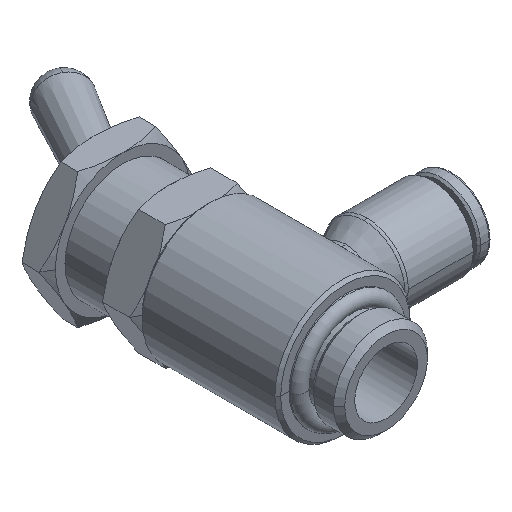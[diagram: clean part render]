
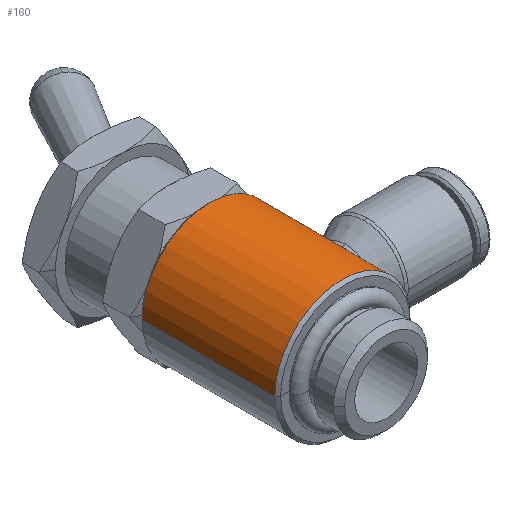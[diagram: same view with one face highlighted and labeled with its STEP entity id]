
A CAD part, isometric view. The second image highlights one B-rep face of the part: STEP entity #160.
In plain terms, the highlighted cylindrical face has radius 7 mm (diameter 14 mm), a partial arc.
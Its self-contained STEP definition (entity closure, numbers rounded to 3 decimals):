
#160=ADVANCED_FACE('',(#393),#394,.T.);
#393=FACE_OUTER_BOUND('',#662,.T.);
#394=CYLINDRICAL_SURFACE('',#663,7.);
#662=EDGE_LOOP('',(#1454,#1455,#1456,#1457,#1458,#1459,#1460,#1461));
#663=AXIS2_PLACEMENT_3D('',#1462,#1463,#1464);
#1454=ORIENTED_EDGE('',*,*,#1730,.T.);
#1455=ORIENTED_EDGE('',*,*,#1788,.T.);
#1456=ORIENTED_EDGE('',*,*,#1893,.T.);
#1457=ORIENTED_EDGE('',*,*,#1891,.T.);
#1458=ORIENTED_EDGE('',*,*,#1733,.T.);
#1459=ORIENTED_EDGE('',*,*,#1948,.F.);
#1460=ORIENTED_EDGE('',*,*,#1732,.T.);
#1461=ORIENTED_EDGE('',*,*,#1947,.T.);
#1462=CARTESIAN_POINT('',(0.0,11.397,0.0));
#1463=DIRECTION('',(-0.0,1.0,0.0));
#1464=DIRECTION('',(1.0,0.0,0.0));
#1730=EDGE_CURVE('',#2040,#2041,#2042,.T.);
#1732=EDGE_CURVE('',#2035,#2043,#2045,.T.);
#1733=EDGE_CURVE('',#2046,#2032,#2047,.T.);
#1788=EDGE_CURVE('',#2041,#2147,#2149,.T.);
#1891=EDGE_CURVE('',#2310,#2046,#2311,.T.);
#1893=EDGE_CURVE('',#2147,#2310,#2313,.T.);
#1947=EDGE_CURVE('',#2043,#2040,#2389,.T.);
#1948=EDGE_CURVE('',#2035,#2032,#2390,.T.);
#2032=VERTEX_POINT('',#2512);
#2035=VERTEX_POINT('',#2516);
#2040=VERTEX_POINT('',#2522);
#2041=VERTEX_POINT('',#2523);
#2042=LINE('',#2524,#2525);
#2043=VERTEX_POINT('',#2526);
#2045=LINE('',#2528,#2529);
#2046=VERTEX_POINT('',#2530);
#2047=LINE('',#2531,#2532);
#2147=VERTEX_POINT('',#2791);
#2149=B_SPLINE_CURVE_WITH_KNOTS('',3,(#2793,#2794,#2795,#2796,#2797,#2798,#2799,#2800,#2801,#2802,#2803,#2804),.UNSPECIFIED.,.F.,.F.,(4,2,2,2,2,4),(0.0,0.603,0.933,1.215,1.576,2.085),.UNSPECIFIED.);
#2310=VERTEX_POINT('',#3175);
#2311=B_SPLINE_CURVE_WITH_KNOTS('',3,(#3176,#3177,#3178,#3179,#3180,#3181,#3182,#3183,#3184,#3185,#3186,#3187),.UNSPECIFIED.,.F.,.F.,(4,2,2,2,2,4),(0.0,0.603,0.933,1.215,1.576,2.085),.UNSPECIFIED.);
#2313=B_SPLINE_CURVE_WITH_KNOTS('',3,(#3189,#3190,#3191,#3192,#3193,#3194,#3195,#3196,#3197,#3198,#3199,#3200,#3201,#3202,#3203,#3204,#3205,#3206,#3207,#3208,#3209,#3210,#3211,#3212,#3213,#3214,#3215,#3216,#3217,#3218),.UNSPECIFIED.,.F.,.F.,(4,2,2,2,2,2,2,2,2,2,2,2,2,2,4),(5.16,5.733,6.306,6.879,7.453,8.027,8.601,9.174,9.748,10.322,10.896,11.47,12.043,12.616,13.189),.UNSPECIFIED.);
#2389=CIRCLE('',#3526,7.);
#2390=CIRCLE('',#3527,7.);
#2512=CARTESIAN_POINT('',(7.,18.272,0.0));
#2516=CARTESIAN_POINT('',(-7.,18.272,0.));
#2522=CARTESIAN_POINT('',(7.,4.522,0.0));
#2523=CARTESIAN_POINT('',(7.,8.466,0.));
#2524=CARTESIAN_POINT('',(7.,11.397,0.));
#2525=VECTOR('',#3943,1.0);
#2526=CARTESIAN_POINT('',(-7.,4.522,0.));
#2528=CARTESIAN_POINT('',(-7.,11.397,0.));
#2529=VECTOR('',#3947,1.0);
#2530=CARTESIAN_POINT('',(7.,14.478,0.));
#2531=CARTESIAN_POINT('',(7.,11.397,0.));
#2532=VECTOR('',#3948,1.0);
#2791=CARTESIAN_POINT('',(6.926,8.648,1.016));
#2793=CARTESIAN_POINT('',(6.926,8.648,-1.016));
#2794=CARTESIAN_POINT('',(6.953,8.581,-0.829));
#2795=CARTESIAN_POINT('',(6.974,8.53,-0.636));
#2796=CARTESIAN_POINT('',(6.993,8.483,-0.329));
#2797=CARTESIAN_POINT('',(6.997,8.473,-0.22));
#2798=CARTESIAN_POINT('',(7.001,8.465,-0.016));
#2799=CARTESIAN_POINT('',(7.,8.466,0.078));
#2800=CARTESIAN_POINT('',(6.995,8.479,0.292));
#2801=CARTESIAN_POINT('',(6.989,8.494,0.412));
#2802=CARTESIAN_POINT('',(6.967,8.547,0.696));
#2803=CARTESIAN_POINT('',(6.949,8.591,0.858));
#2804=CARTESIAN_POINT('',(6.926,8.648,1.016));
#3175=CARTESIAN_POINT('',(6.926,14.296,1.016));
#3176=CARTESIAN_POINT('',(6.926,14.296,1.016));
#3177=CARTESIAN_POINT('',(6.953,14.363,0.829));
#3178=CARTESIAN_POINT('',(6.974,14.414,0.636));
#3179=CARTESIAN_POINT('',(6.993,14.461,0.329));
#3180=CARTESIAN_POINT('',(6.997,14.471,0.22));
#3181=CARTESIAN_POINT('',(7.001,14.479,0.016));
#3182=CARTESIAN_POINT('',(7.,14.478,-0.078));
#3183=CARTESIAN_POINT('',(6.995,14.465,-0.292));
#3184=CARTESIAN_POINT('',(6.989,14.45,-0.412));
#3185=CARTESIAN_POINT('',(6.967,14.398,-0.696));
#3186=CARTESIAN_POINT('',(6.949,14.353,-0.858));
#3187=CARTESIAN_POINT('',(6.926,14.296,-1.016));
#3189=CARTESIAN_POINT('',(6.976,8.528,0.583));
#3190=CARTESIAN_POINT('',(6.959,8.567,0.778));
#3191=CARTESIAN_POINT('',(6.935,8.625,0.971));
#3192=CARTESIAN_POINT('',(6.873,8.779,1.34));
#3193=CARTESIAN_POINT('',(6.836,8.875,1.516));
#3194=CARTESIAN_POINT('',(6.756,9.094,1.841));
#3195=CARTESIAN_POINT('',(6.713,9.218,1.99));
#3196=CARTESIAN_POINT('',(6.629,9.482,2.254));
#3197=CARTESIAN_POINT('',(6.585,9.631,2.378));
#3198=CARTESIAN_POINT('',(6.501,9.956,2.598));
#3199=CARTESIAN_POINT('',(6.462,10.132,2.693));
#3200=CARTESIAN_POINT('',(6.396,10.501,2.847));
#3201=CARTESIAN_POINT('',(6.369,10.694,2.905));
#3202=CARTESIAN_POINT('',(6.333,11.084,2.982));
#3203=CARTESIAN_POINT('',(6.324,11.281,3.001));
#3204=CARTESIAN_POINT('',(6.324,11.663,3.001));
#3205=CARTESIAN_POINT('',(6.333,11.86,2.982));
#3206=CARTESIAN_POINT('',(6.369,12.25,2.905));
#3207=CARTESIAN_POINT('',(6.396,12.443,2.847));
#3208=CARTESIAN_POINT('',(6.462,12.812,2.693));
#3209=CARTESIAN_POINT('',(6.501,12.988,2.598));
#3210=CARTESIAN_POINT('',(6.585,13.313,2.378));
#3211=CARTESIAN_POINT('',(6.629,13.462,2.254));
#3212=CARTESIAN_POINT('',(6.713,13.726,1.99));
#3213=CARTESIAN_POINT('',(6.756,13.85,1.841));
#3214=CARTESIAN_POINT('',(6.836,14.069,1.516));
#3215=CARTESIAN_POINT('',(6.873,14.165,1.34));
#3216=CARTESIAN_POINT('',(6.935,14.319,0.971));
#3217=CARTESIAN_POINT('',(6.959,14.377,0.778));
#3218=CARTESIAN_POINT('',(6.976,14.416,0.583));
#3526=AXIS2_PLACEMENT_3D('',#4355,#4356,#4357);
#3527=AXIS2_PLACEMENT_3D('',#4358,#4359,#4360);
#3943=DIRECTION('',(0.0,1.0,0.0));
#3947=DIRECTION('',(-0.0,-1.0,-0.0));
#3948=DIRECTION('',(0.0,1.0,0.0));
#4355=CARTESIAN_POINT('',(0.0,4.522,0.0));
#4356=DIRECTION('',(-0.0,1.0,0.0));
#4357=DIRECTION('',(1.0,0.0,0.0));
#4358=CARTESIAN_POINT('',(0.0,18.272,0.0));
#4359=DIRECTION('',(-0.0,1.0,0.0));
#4360=DIRECTION('',(1.0,0.0,0.0));
